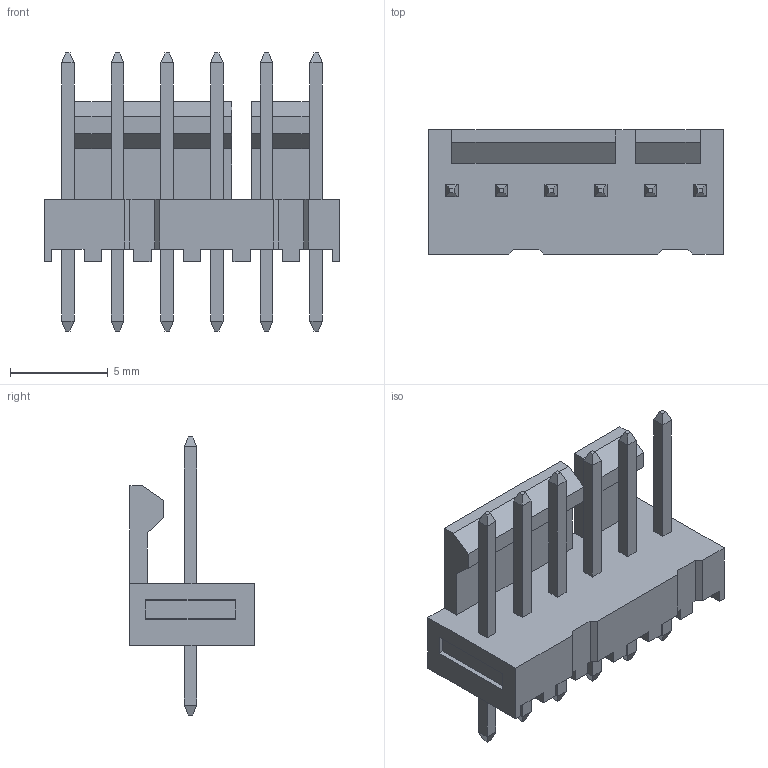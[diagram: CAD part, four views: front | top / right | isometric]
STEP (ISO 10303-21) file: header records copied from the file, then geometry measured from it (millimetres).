
FILE_DESCRIPTION( ( '' ), ' ' );
FILE_NAME( '5b775df3f9d4150de7fee5b0.step', '2018-08-17T23:44:51', ( '' ), ( '' ), ' ', ' ', ' ' );
FILE_SCHEMA( ( 'AUTOMOTIVE_DESIGN { 1 0 10303 214 1 1 1 1 }' ) );
Length unit declared in the file: metre
Products named in the file (13): Open CASCADE STEP translator 6.8 2; Open CASCADE STEP translator 6.8 1
Bounding box: 15.09 x 6.35 x 14.22 mm (x, y, z)
Volume: 353.5 mm3; surface area: 684.9 mm2
Topology: 1 solids, 1 shells, 170 faces, 426 edges, 284 vertices
Faces by surface type: plane 170
Entity records: 8572 total; most frequent: CARTESIAN_POINT 893, ORIENTED_EDGE 828, DIRECTION 804, STYLED_ITEM 596, PRESENTATION_STYLE_ASSIGNMENT 596, COLOUR_RGB 596, CURVE_STYLE 426, DRAUGHTING_PRE_DEFINED_CURVE_FONT 426
